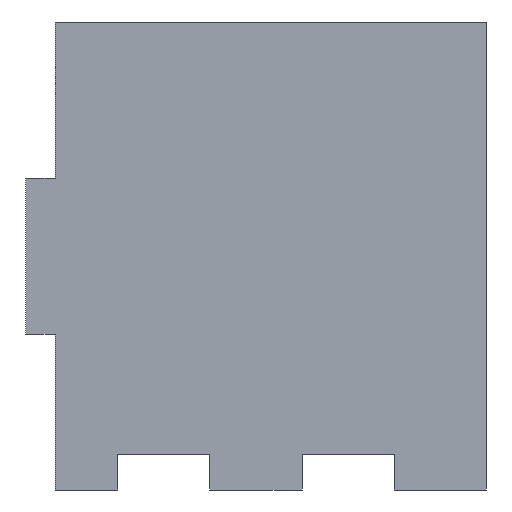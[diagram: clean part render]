
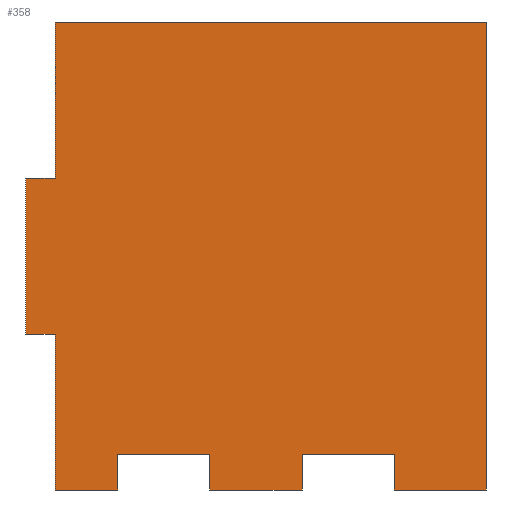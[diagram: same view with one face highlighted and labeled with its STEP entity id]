
A CAD part, left-side view. The second image highlights one B-rep face of the part: STEP entity #358.
In plain terms, the highlighted planar face has unit normal (-1, 0, 0).
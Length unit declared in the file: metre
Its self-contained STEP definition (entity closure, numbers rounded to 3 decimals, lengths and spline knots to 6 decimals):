
#12=ORIENTED_EDGE('',*,*,#114,.T.);
#13=ORIENTED_EDGE('',*,*,#115,.T.);
#14=ORIENTED_EDGE('',*,*,#116,.F.);
#15=ORIENTED_EDGE('',*,*,#117,.F.);
#16=ORIENTED_EDGE('',*,*,#118,.T.);
#17=ORIENTED_EDGE('',*,*,#119,.T.);
#18=ORIENTED_EDGE('',*,*,#120,.F.);
#19=ORIENTED_EDGE('',*,*,#121,.T.);
#20=ORIENTED_EDGE('',*,*,#122,.T.);
#21=ORIENTED_EDGE('',*,*,#123,.F.);
#22=ORIENTED_EDGE('',*,*,#124,.F.);
#23=ORIENTED_EDGE('',*,*,#125,.T.);
#24=ORIENTED_EDGE('',*,*,#126,.T.);
#25=ORIENTED_EDGE('',*,*,#127,.F.);
#26=ORIENTED_EDGE('',*,*,#128,.F.);
#27=ORIENTED_EDGE('',*,*,#129,.T.);
#28=ORIENTED_EDGE('',*,*,#130,.T.);
#114=EDGE_CURVE('',#165,#166,#199,.T.);
#115=EDGE_CURVE('',#166,#167,#200,.T.);
#116=EDGE_CURVE('',#168,#167,#201,.T.);
#117=EDGE_CURVE('',#169,#168,#202,.T.);
#118=EDGE_CURVE('',#169,#170,#203,.T.);
#119=EDGE_CURVE('',#170,#171,#204,.T.);
#120=EDGE_CURVE('',#172,#171,#205,.T.);
#121=EDGE_CURVE('',#172,#173,#206,.T.);
#122=EDGE_CURVE('',#173,#174,#207,.T.);
#123=EDGE_CURVE('',#175,#174,#208,.T.);
#124=EDGE_CURVE('',#176,#175,#209,.T.);
#125=EDGE_CURVE('',#176,#177,#210,.T.);
#126=EDGE_CURVE('',#177,#178,#211,.T.);
#127=EDGE_CURVE('',#179,#178,#212,.T.);
#128=EDGE_CURVE('',#180,#179,#213,.T.);
#129=EDGE_CURVE('',#180,#181,#214,.T.);
#130=EDGE_CURVE('',#181,#165,#215,.T.);
#165=VERTEX_POINT('',#503);
#166=VERTEX_POINT('',#504);
#167=VERTEX_POINT('',#506);
#168=VERTEX_POINT('',#508);
#169=VERTEX_POINT('',#510);
#170=VERTEX_POINT('',#512);
#171=VERTEX_POINT('',#514);
#172=VERTEX_POINT('',#516);
#173=VERTEX_POINT('',#518);
#174=VERTEX_POINT('',#520);
#175=VERTEX_POINT('',#522);
#176=VERTEX_POINT('',#524);
#177=VERTEX_POINT('',#526);
#178=VERTEX_POINT('',#528);
#179=VERTEX_POINT('',#530);
#180=VERTEX_POINT('',#532);
#181=VERTEX_POINT('',#534);
#199=LINE('',#502,#250);
#200=LINE('',#505,#251);
#201=LINE('',#507,#252);
#202=LINE('',#509,#253);
#203=LINE('',#511,#254);
#204=LINE('',#513,#255);
#205=LINE('',#515,#256);
#206=LINE('',#517,#257);
#207=LINE('',#519,#258);
#208=LINE('',#521,#259);
#209=LINE('',#523,#260);
#210=LINE('',#525,#261);
#211=LINE('',#527,#262);
#212=LINE('',#529,#263);
#213=LINE('',#531,#264);
#214=LINE('',#533,#265);
#215=LINE('',#535,#266);
#250=VECTOR('',#413,1.);
#251=VECTOR('',#414,1.);
#252=VECTOR('',#415,1.);
#253=VECTOR('',#416,1.);
#254=VECTOR('',#417,1.);
#255=VECTOR('',#418,1.);
#256=VECTOR('',#419,1.);
#257=VECTOR('',#420,1.);
#258=VECTOR('',#421,1.);
#259=VECTOR('',#422,1.);
#260=VECTOR('',#423,1.);
#261=VECTOR('',#424,1.);
#262=VECTOR('',#425,1.);
#263=VECTOR('',#426,1.);
#264=VECTOR('',#427,1.);
#265=VECTOR('',#428,1.);
#266=VECTOR('',#429,1.);
#301=EDGE_LOOP('',(#12,#13,#14,#15,#16,#17,#18,#19,#20,#21,#22,#23,#24,
#25,#26,#27,#28));
#320=FACE_BOUND('',#301,.T.);
#339=PLANE('',#390);
#358=ADVANCED_FACE('',(#320),#339,.F.);
#390=AXIS2_PLACEMENT_3D('',#501,#411,#412);
#411=DIRECTION('',(1.,0.,0.));
#412=DIRECTION('',(0.,1.,0.));
#413=DIRECTION('',(0.,0.,1.));
#414=DIRECTION('',(0.,1.,0.));
#415=DIRECTION('',(0.,0.,1.));
#416=DIRECTION('',(0.,-1.,0.));
#417=DIRECTION('',(0.,0.,-1.));
#418=DIRECTION('',(0.,-1.,0.));
#419=DIRECTION('',(0.,0.,1.));
#420=DIRECTION('',(0.,-1.,0.));
#421=DIRECTION('',(0.,0.,1.));
#422=DIRECTION('',(0.,1.,0.));
#423=DIRECTION('',(0.,0.,1.));
#424=DIRECTION('',(0.,-1.,0.));
#425=DIRECTION('',(0.,0.,1.));
#426=DIRECTION('',(0.,1.,0.));
#427=DIRECTION('',(0.,0.,1.));
#428=DIRECTION('',(0.,-1.,0.));
#429=DIRECTION('',(0.,0.,1.));
#501=CARTESIAN_POINT('',(0.093,0.,0.03));
#502=CARTESIAN_POINT('',(0.093,0.0059,0.03));
#503=CARTESIAN_POINT('',(0.093,0.005905,0.0045));
#504=CARTESIAN_POINT('',(0.093,0.0059,0.06));
#505=CARTESIAN_POINT('',(0.093,0.,0.06));
#506=CARTESIAN_POINT('',(0.093,0.061185,0.06));
#507=CARTESIAN_POINT('',(0.093,0.061185,0.03));
#508=CARTESIAN_POINT('',(0.093,0.061185,0.04));
#509=CARTESIAN_POINT('',(0.093,0.,0.04));
#510=CARTESIAN_POINT('',(0.093,0.065,0.04));
#511=CARTESIAN_POINT('',(0.093,0.065,0.0045));
#512=CARTESIAN_POINT('',(0.093,0.065,0.02));
#513=CARTESIAN_POINT('',(0.093,0.,0.02));
#514=CARTESIAN_POINT('',(0.093,0.061185,0.02));
#515=CARTESIAN_POINT('',(0.093,0.061185,0.03));
#516=CARTESIAN_POINT('',(0.093,0.061185,0.));
#517=CARTESIAN_POINT('',(0.093,0.,0.));
#518=CARTESIAN_POINT('',(0.093,0.053182,0.));
#519=CARTESIAN_POINT('',(0.093,0.053182,0.00225));
#520=CARTESIAN_POINT('',(0.093,0.053182,0.0045));
#521=CARTESIAN_POINT('',(0.093,0.047273,0.0045));
#522=CARTESIAN_POINT('',(0.093,0.041364,0.0045));
#523=CARTESIAN_POINT('',(0.093,0.041364,0.00225));
#524=CARTESIAN_POINT('',(0.093,0.041364,0.));
#525=CARTESIAN_POINT('',(0.093,0.,0.));
#526=CARTESIAN_POINT('',(0.093,0.029545,0.));
#527=CARTESIAN_POINT('',(0.093,0.029545,0.00225));
#528=CARTESIAN_POINT('',(0.093,0.029545,0.0045));
#529=CARTESIAN_POINT('',(0.093,0.023636,0.0045));
#530=CARTESIAN_POINT('',(0.093,0.017727,0.0045));
#531=CARTESIAN_POINT('',(0.093,0.017727,0.00225));
#532=CARTESIAN_POINT('',(0.093,0.017727,0.));
#533=CARTESIAN_POINT('',(0.093,0.,0.));
#534=CARTESIAN_POINT('',(0.093,0.005909,0.));
#535=CARTESIAN_POINT('',(0.093,0.005909,0.00225));
